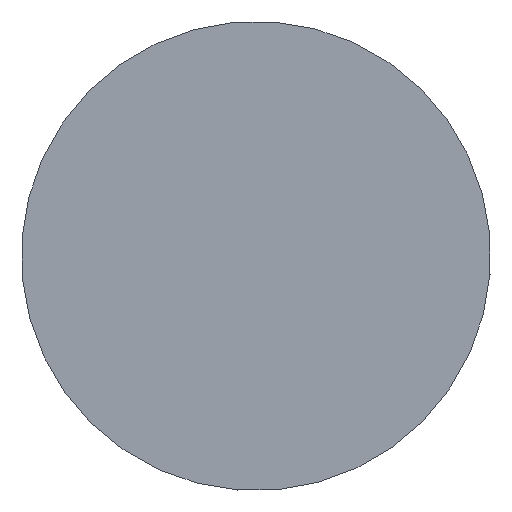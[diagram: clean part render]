
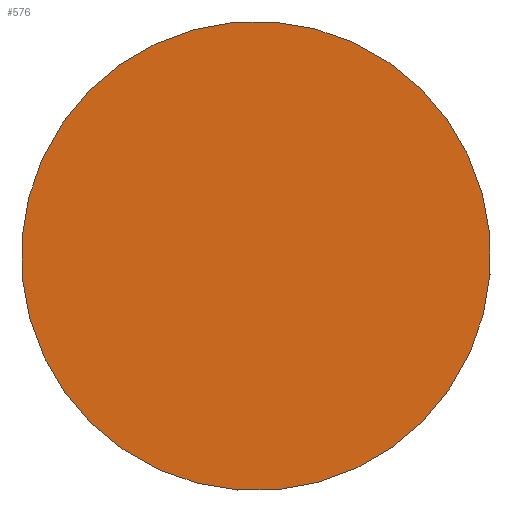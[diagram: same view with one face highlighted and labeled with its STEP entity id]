
A CAD part, front view. The second image highlights one B-rep face of the part: STEP entity #576.
In plain terms, the highlighted planar face has unit normal (0, -1, 0).
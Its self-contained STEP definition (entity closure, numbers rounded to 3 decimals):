
#109=FACE_OUTER_BOUND('',#147,.T.);
#147=EDGE_LOOP('',(#400,#401));
#197=CIRCLE('',#652,25.);
#198=CIRCLE('',#653,25.);
#238=VERTEX_POINT('',#928);
#239=VERTEX_POINT('',#929);
#296=EDGE_CURVE('',#238,#239,#197,.T.);
#297=EDGE_CURVE('',#239,#238,#198,.T.);
#400=ORIENTED_EDGE('',*,*,#296,.T.);
#401=ORIENTED_EDGE('',*,*,#297,.T.);
#520=PLANE('',#654);
#576=ADVANCED_FACE('',(#109),#520,.T.);
#652=AXIS2_PLACEMENT_3D('',#930,#765,#766);
#653=AXIS2_PLACEMENT_3D('',#931,#767,#768);
#654=AXIS2_PLACEMENT_3D('',#933,#770,#771);
#765=DIRECTION('center_axis',(0.,-1.,0.));
#766=DIRECTION('ref_axis',(0.995,0.,0.096));
#767=DIRECTION('center_axis',(0.,-1.,0.));
#768=DIRECTION('ref_axis',(0.995,0.,0.096));
#770=DIRECTION('center_axis',(0.,-1.,0.));
#771=DIRECTION('ref_axis',(0.096,0.,-0.995));
#928=CARTESIAN_POINT('',(24.886,-19.798,2.389));
#929=CARTESIAN_POINT('',(-24.886,-19.798,-2.389));
#930=CARTESIAN_POINT('Origin',(0.,-19.798,0.));
#931=CARTESIAN_POINT('Origin',(0.,-19.798,0.));
#933=CARTESIAN_POINT('Origin',(12.443,-19.798,1.194));
